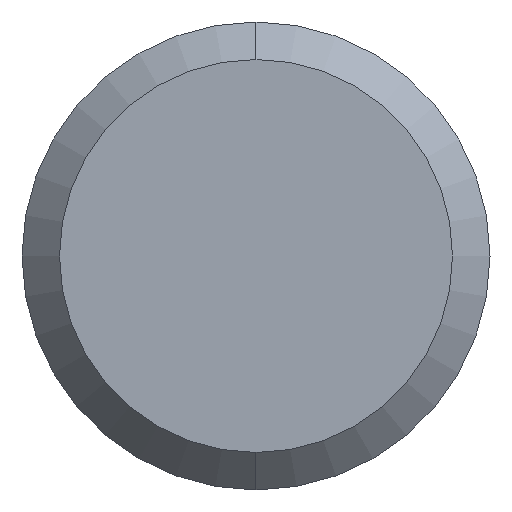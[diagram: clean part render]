
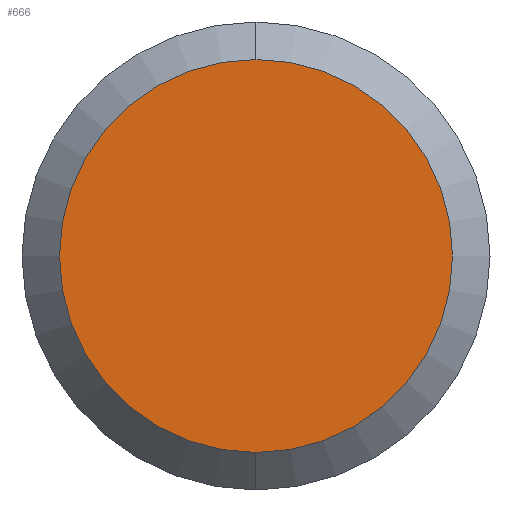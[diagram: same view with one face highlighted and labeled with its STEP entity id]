
A CAD part, left-side view. The second image highlights one B-rep face of the part: STEP entity #666.
In plain terms, the highlighted planar face has unit normal (-1, 0, 0).
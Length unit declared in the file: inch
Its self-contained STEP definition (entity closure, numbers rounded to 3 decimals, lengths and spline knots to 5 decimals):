
#172 = PLANE ( 'NONE',  #2374 ) ;
#186 = DIRECTION ( 'NONE',  ( 1., 0., 0. ) ) ;
#234 = VERTEX_POINT ( 'NONE', #3528 ) ;
#283 = DIRECTION ( 'NONE',  ( 0., 0., -1. ) ) ;
#340 = EDGE_LOOP ( 'NONE', ( #1830, #2906 ) ) ;
#666 = ADVANCED_FACE ( 'NONE', ( #1841 ), #172, .F. ) ;
#719 = DIRECTION ( 'NONE',  ( -1., 0., 0. ) ) ;
#1013 = DIRECTION ( 'NONE',  ( 0., 0., -1. ) ) ;
#1100 = VERTEX_POINT ( 'NONE', #2615 ) ;
#1201 = CARTESIAN_POINT ( 'NONE',  ( 0., 0., 0. ) ) ;
#1486 = AXIS2_PLACEMENT_3D ( 'NONE', #2247, #1676, #283 ) ;
#1606 = EDGE_CURVE ( 'NONE', #234, #1100, #3245, .T. ) ;
#1676 = DIRECTION ( 'NONE',  ( -1., 0., 0. ) ) ;
#1830 = ORIENTED_EDGE ( 'NONE', *, *, #1606, .T. ) ;
#1841 = FACE_OUTER_BOUND ( 'NONE', #340, .T. ) ;
#2121 = CIRCLE ( 'NONE', #2306, 0.10485 ) ;
#2247 = CARTESIAN_POINT ( 'NONE',  ( 0., 0., 0. ) ) ;
#2306 = AXIS2_PLACEMENT_3D ( 'NONE', #1201, #719, #1013 ) ;
#2374 = AXIS2_PLACEMENT_3D ( 'NONE', #3523, #186, #2450 ) ;
#2450 = DIRECTION ( 'NONE',  ( 0., 0., -1. ) ) ;
#2615 = CARTESIAN_POINT ( 'NONE',  ( 0., 0., 0.10485 ) ) ;
#2906 = ORIENTED_EDGE ( 'NONE', *, *, #3121, .T. ) ;
#3121 = EDGE_CURVE ( 'NONE', #1100, #234, #2121, .T. ) ;
#3245 = CIRCLE ( 'NONE', #1486, 0.10485 ) ;
#3523 = CARTESIAN_POINT ( 'NONE',  ( 0., 0., 0. ) ) ;
#3528 = CARTESIAN_POINT ( 'NONE',  ( 0., 0., -0.10485 ) ) ;
